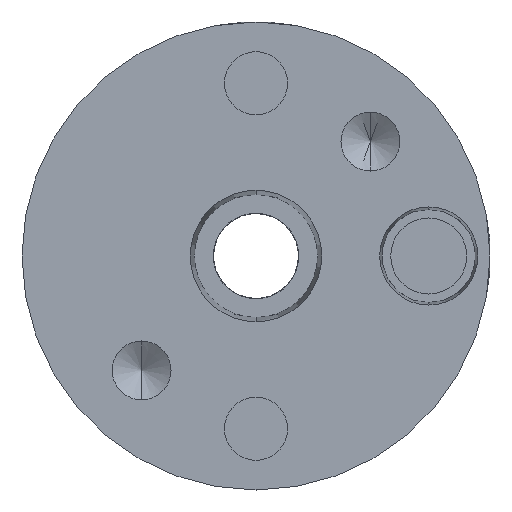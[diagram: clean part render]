
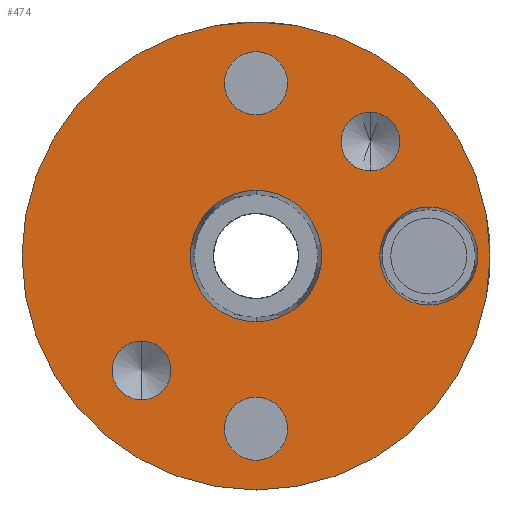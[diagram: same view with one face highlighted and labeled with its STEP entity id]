
A CAD part, front view. The second image highlights one B-rep face of the part: STEP entity #474.
In plain terms, the highlighted planar face has unit normal (0, -1, 0).
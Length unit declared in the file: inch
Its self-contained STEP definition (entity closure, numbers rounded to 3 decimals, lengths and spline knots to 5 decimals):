
#9 = EDGE_LOOP ( 'NONE', ( #2793, #1474 ) ) ;
#45 = DIRECTION ( 'NONE',  ( 0., -1., 0. ) ) ;
#92 = FACE_BOUND ( 'NONE', #853, .T. ) ;
#123 = CARTESIAN_POINT ( 'NONE',  ( 0., 0., 0. ) ) ;
#144 = EDGE_CURVE ( 'NONE', #4316, #2278, #3914, .T. ) ;
#166 = CARTESIAN_POINT ( 'NONE',  ( 0., 0., 0.4495 ) ) ;
#168 = CARTESIAN_POINT ( 'NONE',  ( 0., 0., 0. ) ) ;
#227 = AXIS2_PLACEMENT_3D ( 'NONE', #3247, #2141, #4381 ) ;
#228 = CIRCLE ( 'NONE', #2917, 0.1005 ) ;
#244 = VERTEX_POINT ( 'NONE', #3486 ) ;
#298 = CIRCLE ( 'NONE', #3141, 0.1005 ) ;
#346 = CARTESIAN_POINT ( 'NONE',  ( 0., 0., -0.55 ) ) ;
#357 = DIRECTION ( 'NONE',  ( 0., -1., 0. ) ) ;
#404 = CARTESIAN_POINT ( 'NONE',  ( 0., 0., 0. ) ) ;
#417 = EDGE_CURVE ( 'NONE', #2310, #427, #298, .T. ) ;
#427 = VERTEX_POINT ( 'NONE', #1492 ) ;
#474 = ADVANCED_FACE ( 'NONE', ( #92, #4128, #4533, #1250, #2281, #3760, #1931 ), #1617, .T. ) ;
#481 = CIRCLE ( 'NONE', #3622, 0.09375 ) ;
#506 = DIRECTION ( 'NONE',  ( 0., -1., 0. ) ) ;
#521 = CARTESIAN_POINT ( 'NONE',  ( 0.36416, 0., 0.45791 ) ) ;
#532 = CIRCLE ( 'NONE', #227, 0.15625 ) ;
#543 = EDGE_LOOP ( 'NONE', ( #2581, #4250 ) ) ;
#557 = DIRECTION ( 'NONE',  ( 0., 0., -1. ) ) ;
#601 = AXIS2_PLACEMENT_3D ( 'NONE', #2180, #357, #3287 ) ;
#639 = CIRCLE ( 'NONE', #949, 0.745 ) ;
#677 = CIRCLE ( 'NONE', #3370, 0.15625 ) ;
#698 = CARTESIAN_POINT ( 'NONE',  ( 0., 0., 0.55 ) ) ;
#726 = CIRCLE ( 'NONE', #4042, 0.20931 ) ;
#731 = EDGE_CURVE ( 'NONE', #2278, #4316, #2745, .T. ) ;
#775 = DIRECTION ( 'NONE',  ( 0., 1., 0. ) ) ;
#838 = ORIENTED_EDGE ( 'NONE', *, *, #3355, .F. ) ;
#847 = VERTEX_POINT ( 'NONE', #1290 ) ;
#853 = EDGE_LOOP ( 'NONE', ( #838, #870 ) ) ;
#870 = ORIENTED_EDGE ( 'NONE', *, *, #1761, .F. ) ;
#949 = AXIS2_PLACEMENT_3D ( 'NONE', #123, #775, #3070 ) ;
#981 = AXIS2_PLACEMENT_3D ( 'NONE', #3005, #3828, #1191 ) ;
#989 = EDGE_LOOP ( 'NONE', ( #1335, #3675 ) ) ;
#996 = CARTESIAN_POINT ( 'NONE',  ( 0., 0., -0.20931 ) ) ;
#1023 = CIRCLE ( 'NONE', #3186, 0.20931 ) ;
#1043 = EDGE_CURVE ( 'NONE', #427, #2310, #228, .T. ) ;
#1049 = EDGE_CURVE ( 'NONE', #2432, #2505, #3526, .T. ) ;
#1093 = DIRECTION ( 'NONE',  ( 0., -1., 0. ) ) ;
#1191 = DIRECTION ( 'NONE',  ( 0., 0., -1. ) ) ;
#1199 = DIRECTION ( 'NONE',  ( 0., 0., -1. ) ) ;
#1204 = VERTEX_POINT ( 'NONE', #1715 ) ;
#1241 = CARTESIAN_POINT ( 'NONE',  ( 0.36416, 0., 0.27041 ) ) ;
#1250 = FACE_BOUND ( 'NONE', #1414, .T. ) ;
#1255 = CIRCLE ( 'NONE', #3799, 0.745 ) ;
#1262 = EDGE_CURVE ( 'NONE', #2505, #2432, #481, .T. ) ;
#1290 = CARTESIAN_POINT ( 'NONE',  ( 0.55, 0., -0.15625 ) ) ;
#1327 = DIRECTION ( 'NONE',  ( 0., -1., 0. ) ) ;
#1335 = ORIENTED_EDGE ( 'NONE', *, *, #1262, .F. ) ;
#1405 = DIRECTION ( 'NONE',  ( 0., 0., -1. ) ) ;
#1414 = EDGE_LOOP ( 'NONE', ( #2014, #1545 ) ) ;
#1474 = ORIENTED_EDGE ( 'NONE', *, *, #144, .F. ) ;
#1492 = CARTESIAN_POINT ( 'NONE',  ( 0., 0., -0.6505 ) ) ;
#1505 = CARTESIAN_POINT ( 'NONE',  ( 0., 0., -0.55 ) ) ;
#1545 = ORIENTED_EDGE ( 'NONE', *, *, #417, .F. ) ;
#1569 = CIRCLE ( 'NONE', #4112, 0.09375 ) ;
#1588 = DIRECTION ( 'NONE',  ( 0., 0., -1. ) ) ;
#1603 = EDGE_LOOP ( 'NONE', ( #4650, #2876 ) ) ;
#1617 = PLANE ( 'NONE',  #4610 ) ;
#1715 = CARTESIAN_POINT ( 'NONE',  ( 0., 0., 0.745 ) ) ;
#1761 = EDGE_CURVE ( 'NONE', #4697, #2699, #3104, .T. ) ;
#1811 = DIRECTION ( 'NONE',  ( 0., 0., -1. ) ) ;
#1816 = DIRECTION ( 'NONE',  ( 0., 0., -1. ) ) ;
#1870 = DIRECTION ( 'NONE',  ( 0., 1., 0. ) ) ;
#1877 = CARTESIAN_POINT ( 'NONE',  ( 0., 0., 0. ) ) ;
#1900 = CARTESIAN_POINT ( 'NONE',  ( 0.55, 0., 0. ) ) ;
#1931 = FACE_OUTER_BOUND ( 'NONE', #3845, .T. ) ;
#2014 = ORIENTED_EDGE ( 'NONE', *, *, #1043, .F. ) ;
#2141 = DIRECTION ( 'NONE',  ( 0., -1., 0. ) ) ;
#2168 = DIRECTION ( 'NONE',  ( 0., 0., -1. ) ) ;
#2180 = CARTESIAN_POINT ( 'NONE',  ( 0.36416, 0., 0.36416 ) ) ;
#2278 = VERTEX_POINT ( 'NONE', #166 ) ;
#2281 = FACE_BOUND ( 'NONE', #543, .T. ) ;
#2300 = VERTEX_POINT ( 'NONE', #996 ) ;
#2310 = VERTEX_POINT ( 'NONE', #3532 ) ;
#2432 = VERTEX_POINT ( 'NONE', #521 ) ;
#2505 = VERTEX_POINT ( 'NONE', #1241 ) ;
#2518 = DIRECTION ( 'NONE',  ( 0., 0., -1. ) ) ;
#2548 = ORIENTED_EDGE ( 'NONE', *, *, #3204, .F. ) ;
#2581 = ORIENTED_EDGE ( 'NONE', *, *, #2945, .F. ) ;
#2599 = ORIENTED_EDGE ( 'NONE', *, *, #3649, .F. ) ;
#2688 = DIRECTION ( 'NONE',  ( 0., -1., 0. ) ) ;
#2699 = VERTEX_POINT ( 'NONE', #4157 ) ;
#2745 = CIRCLE ( 'NONE', #981, 0.1005 ) ;
#2780 = VERTEX_POINT ( 'NONE', #4267 ) ;
#2791 = DIRECTION ( 'NONE',  ( 0., 0., -1. ) ) ;
#2793 = ORIENTED_EDGE ( 'NONE', *, *, #731, .F. ) ;
#2876 = ORIENTED_EDGE ( 'NONE', *, *, #4777, .F. ) ;
#2917 = AXIS2_PLACEMENT_3D ( 'NONE', #1505, #4743, #2518 ) ;
#2945 = EDGE_CURVE ( 'NONE', #847, #244, #532, .T. ) ;
#2976 = EDGE_CURVE ( 'NONE', #2300, #4706, #726, .T. ) ;
#3005 = CARTESIAN_POINT ( 'NONE',  ( 0., 0., 0.55 ) ) ;
#3070 = DIRECTION ( 'NONE',  ( 0., 0., 1. ) ) ;
#3104 = CIRCLE ( 'NONE', #3721, 0.09375 ) ;
#3141 = AXIS2_PLACEMENT_3D ( 'NONE', #346, #45, #1811 ) ;
#3164 = CARTESIAN_POINT ( 'NONE',  ( -0.36416, 0., -0.36416 ) ) ;
#3186 = AXIS2_PLACEMENT_3D ( 'NONE', #4716, #1093, #1405 ) ;
#3204 = EDGE_CURVE ( 'NONE', #1204, #2780, #1255, .T. ) ;
#3247 = CARTESIAN_POINT ( 'NONE',  ( 0.55, 0., 0. ) ) ;
#3287 = DIRECTION ( 'NONE',  ( 0., 0., -1. ) ) ;
#3335 = DIRECTION ( 'NONE',  ( 0., 0., 1. ) ) ;
#3355 = EDGE_CURVE ( 'NONE', #2699, #4697, #1569, .T. ) ;
#3370 = AXIS2_PLACEMENT_3D ( 'NONE', #1900, #4525, #1588 ) ;
#3482 = CARTESIAN_POINT ( 'NONE',  ( 0., 0., 0.20931 ) ) ;
#3486 = CARTESIAN_POINT ( 'NONE',  ( 0.55, 0., 0.15625 ) ) ;
#3487 = DIRECTION ( 'NONE',  ( 0., -1., 0. ) ) ;
#3526 = CIRCLE ( 'NONE', #601, 0.09375 ) ;
#3532 = CARTESIAN_POINT ( 'NONE',  ( 0., 0., -0.4495 ) ) ;
#3622 = AXIS2_PLACEMENT_3D ( 'NONE', #3894, #4734, #1816 ) ;
#3649 = EDGE_CURVE ( 'NONE', #2780, #1204, #639, .T. ) ;
#3675 = ORIENTED_EDGE ( 'NONE', *, *, #1049, .F. ) ;
#3680 = AXIS2_PLACEMENT_3D ( 'NONE', #698, #4385, #2168 ) ;
#3721 = AXIS2_PLACEMENT_3D ( 'NONE', #4136, #2688, #557 ) ;
#3760 = FACE_BOUND ( 'NONE', #1603, .T. ) ;
#3799 = AXIS2_PLACEMENT_3D ( 'NONE', #404, #1870, #3335 ) ;
#3828 = DIRECTION ( 'NONE',  ( 0., -1., 0. ) ) ;
#3845 = EDGE_LOOP ( 'NONE', ( #2548, #2599 ) ) ;
#3894 = CARTESIAN_POINT ( 'NONE',  ( 0.36416, 0., 0.36416 ) ) ;
#3901 = CARTESIAN_POINT ( 'NONE',  ( -0.36416, 0., -0.27041 ) ) ;
#3914 = CIRCLE ( 'NONE', #3680, 0.1005 ) ;
#4042 = AXIS2_PLACEMENT_3D ( 'NONE', #1877, #506, #4124 ) ;
#4084 = CARTESIAN_POINT ( 'NONE',  ( 0., 0., 0.6505 ) ) ;
#4112 = AXIS2_PLACEMENT_3D ( 'NONE', #3164, #1327, #2791 ) ;
#4124 = DIRECTION ( 'NONE',  ( 0., 0., -1. ) ) ;
#4128 = FACE_BOUND ( 'NONE', #989, .T. ) ;
#4136 = CARTESIAN_POINT ( 'NONE',  ( -0.36416, 0., -0.36416 ) ) ;
#4157 = CARTESIAN_POINT ( 'NONE',  ( -0.36416, 0., -0.45791 ) ) ;
#4250 = ORIENTED_EDGE ( 'NONE', *, *, #4591, .F. ) ;
#4267 = CARTESIAN_POINT ( 'NONE',  ( 0., 0., -0.745 ) ) ;
#4316 = VERTEX_POINT ( 'NONE', #4084 ) ;
#4381 = DIRECTION ( 'NONE',  ( 0., 0., -1. ) ) ;
#4385 = DIRECTION ( 'NONE',  ( 0., -1., 0. ) ) ;
#4525 = DIRECTION ( 'NONE',  ( 0., -1., 0. ) ) ;
#4533 = FACE_BOUND ( 'NONE', #9, .T. ) ;
#4591 = EDGE_CURVE ( 'NONE', #244, #847, #677, .T. ) ;
#4610 = AXIS2_PLACEMENT_3D ( 'NONE', #168, #3487, #1199 ) ;
#4650 = ORIENTED_EDGE ( 'NONE', *, *, #2976, .F. ) ;
#4697 = VERTEX_POINT ( 'NONE', #3901 ) ;
#4706 = VERTEX_POINT ( 'NONE', #3482 ) ;
#4716 = CARTESIAN_POINT ( 'NONE',  ( 0., 0., 0. ) ) ;
#4734 = DIRECTION ( 'NONE',  ( 0., -1., 0. ) ) ;
#4743 = DIRECTION ( 'NONE',  ( 0., -1., 0. ) ) ;
#4777 = EDGE_CURVE ( 'NONE', #4706, #2300, #1023, .T. ) ;
